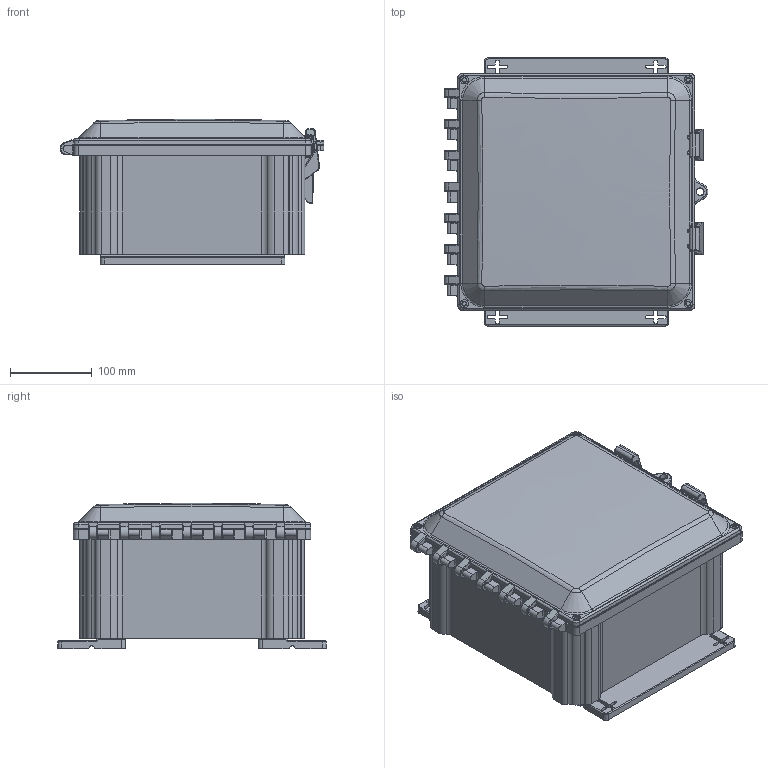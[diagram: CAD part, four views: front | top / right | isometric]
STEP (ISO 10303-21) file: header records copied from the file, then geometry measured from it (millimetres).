
FILE_DESCRIPTION (( 'STEP AP214' ), '1' );
FILE_NAME ('AHF10106C.STEP', '2024-03-07T10:26:37', ( '' ), ( '' ), 'SwSTEP 2.0', 'SolidWorks 2023', '' );
FILE_SCHEMA (( 'AUTOMOTIVE_DESIGN' ));
Length unit declared in the file: inch
Products named in the file (1): AHF10106C
Bounding box: 321.98 x 327.46 x 177.09 mm (x, y, z)
Volume: 1881519.3 mm3; surface area: 815591.7 mm2
Topology: 12 solids, 12 shells, 1736 faces, 4380 edges, 2700 vertices
Faces by surface type: plane 590, cylinder 519, bspline 472, cone 87, torus 64, sphere 4
Full cylindrical faces by diameter (mm): 4.76 x11, 4.953 x4, 5.08 x4, 6.35 x8, 6.604 x4, 6.858 x4, 7.937 x7, 8.191 x4, 8.319 x7, 9.525 x1, 9.906 x4, 11.43 x1, 12.38 x11, 15.88 x4
Entity records: 80794 total; most frequent: CARTESIAN_POINT 44597, ORIENTED_EDGE 8502, DIRECTION 5815, EDGE_CURVE 4251, VERTEX_POINT 2669, VECTOR 2047, LINE 2047, EDGE_LOOP 1916
